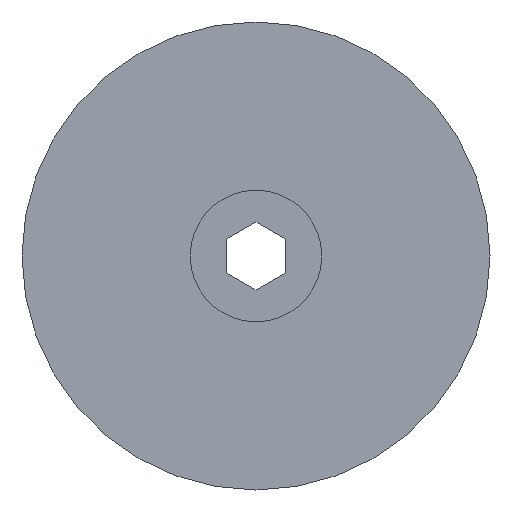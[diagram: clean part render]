
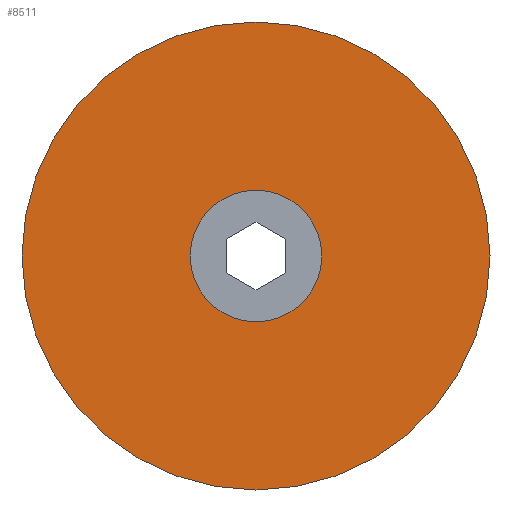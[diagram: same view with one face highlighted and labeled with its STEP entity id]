
A CAD part, left-side view. The second image highlights one B-rep face of the part: STEP entity #8511.
In plain terms, the highlighted planar face has unit normal (-1, 0, 0).
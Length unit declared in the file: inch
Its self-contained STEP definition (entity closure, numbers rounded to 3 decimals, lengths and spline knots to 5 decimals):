
#464 = DIRECTION ( 'NONE',  ( 0., 0., -1. ) ) ;
#484 = ORIENTED_EDGE ( 'NONE', *, *, #1503, .F. ) ;
#503 = CARTESIAN_POINT ( 'NONE',  ( -1., 0., 0. ) ) ;
#573 = ORIENTED_EDGE ( 'NONE', *, *, #9861, .T. ) ;
#581 = VERTEX_POINT ( 'NONE', #2375 ) ;
#882 = VERTEX_POINT ( 'NONE', #10812 ) ;
#897 = CIRCLE ( 'NONE', #9259, 2. ) ;
#1503 = EDGE_CURVE ( 'NONE', #882, #8016, #7556, .T. ) ;
#2145 = DIRECTION ( 'NONE',  ( 1., 0., 0. ) ) ;
#2172 = CARTESIAN_POINT ( 'NONE',  ( -1., 0., 0. ) ) ;
#2233 = EDGE_LOOP ( 'NONE', ( #484, #3570 ) ) ;
#2286 = CIRCLE ( 'NONE', #5932, 0.5625 ) ;
#2375 = CARTESIAN_POINT ( 'NONE',  ( -1., 0., -0.5625 ) ) ;
#2876 = DIRECTION ( 'NONE',  ( 0., 0., -1. ) ) ;
#2918 = AXIS2_PLACEMENT_3D ( 'NONE', #2172, #9372, #8368 ) ;
#3570 = ORIENTED_EDGE ( 'NONE', *, *, #7600, .F. ) ;
#4070 = DIRECTION ( 'NONE',  ( 1., 0., 0. ) ) ;
#4784 = PLANE ( 'NONE',  #5189 ) ;
#5010 = DIRECTION ( 'NONE',  ( 0., 0., -1. ) ) ;
#5155 = EDGE_CURVE ( 'NONE', #10991, #581, #6141, .T. ) ;
#5189 = AXIS2_PLACEMENT_3D ( 'NONE', #9281, #2145, #5010 ) ;
#5787 = CARTESIAN_POINT ( 'NONE',  ( -1., 0., 0. ) ) ;
#5823 = DIRECTION ( 'NONE',  ( 0., 0., -1. ) ) ;
#5932 = AXIS2_PLACEMENT_3D ( 'NONE', #5787, #4070, #5823 ) ;
#6141 = CIRCLE ( 'NONE', #7905, 0.5625 ) ;
#7487 = DIRECTION ( 'NONE',  ( 1., 0., 0. ) ) ;
#7556 = CIRCLE ( 'NONE', #2918, 2. ) ;
#7600 = EDGE_CURVE ( 'NONE', #8016, #882, #897, .T. ) ;
#7905 = AXIS2_PLACEMENT_3D ( 'NONE', #503, #7487, #464 ) ;
#8016 = VERTEX_POINT ( 'NONE', #8285 ) ;
#8257 = DIRECTION ( 'NONE',  ( 1., 0., 0. ) ) ;
#8285 = CARTESIAN_POINT ( 'NONE',  ( -1., 0., -2. ) ) ;
#8368 = DIRECTION ( 'NONE',  ( 0., 0., -1. ) ) ;
#8511 = ADVANCED_FACE ( 'NONE', ( #10539, #10930 ), #4784, .F. ) ;
#8607 = ORIENTED_EDGE ( 'NONE', *, *, #5155, .T. ) ;
#9164 = CARTESIAN_POINT ( 'NONE',  ( -1., 0., 0. ) ) ;
#9259 = AXIS2_PLACEMENT_3D ( 'NONE', #9164, #8257, #2876 ) ;
#9281 = CARTESIAN_POINT ( 'NONE',  ( -1., 0., 0. ) ) ;
#9372 = DIRECTION ( 'NONE',  ( 1., 0., 0. ) ) ;
#9861 = EDGE_CURVE ( 'NONE', #581, #10991, #2286, .T. ) ;
#10539 = FACE_OUTER_BOUND ( 'NONE', #2233, .T. ) ;
#10745 = EDGE_LOOP ( 'NONE', ( #8607, #573 ) ) ;
#10812 = CARTESIAN_POINT ( 'NONE',  ( -1., 0., 2. ) ) ;
#10930 = FACE_BOUND ( 'NONE', #10745, .T. ) ;
#10991 = VERTEX_POINT ( 'NONE', #10993 ) ;
#10993 = CARTESIAN_POINT ( 'NONE',  ( -1., 0., 0.5625 ) ) ;
